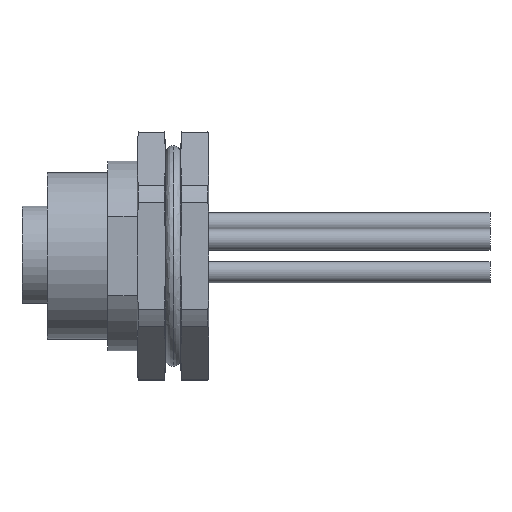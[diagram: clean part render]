
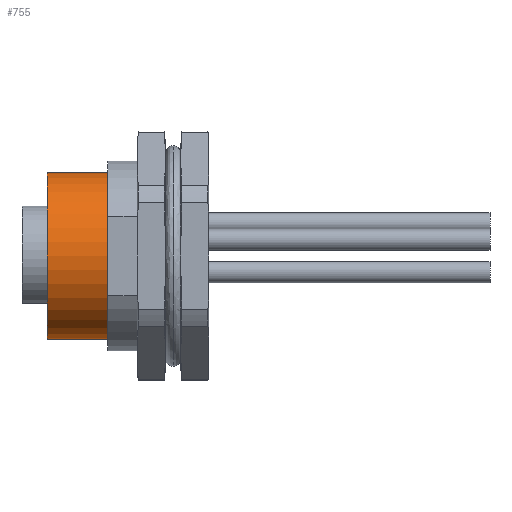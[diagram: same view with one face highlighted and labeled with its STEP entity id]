
A CAD part, left-side view. The second image highlights one B-rep face of the part: STEP entity #755.
In plain terms, the highlighted cylindrical face has radius 11.85 mm (diameter 23.7 mm), a partial arc.
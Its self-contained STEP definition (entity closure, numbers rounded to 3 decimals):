
#33 = EDGE_CURVE ( 'NONE', #2243, #1446, #2182, .T. ) ;
#66 = EDGE_CURVE ( 'NONE', #3049, #3601, #2260, .T. ) ;
#150 = EDGE_CURVE ( 'NONE', #2243, #3049, #2467, .T. ) ;
#164 = EDGE_CURVE ( 'NONE', #1446, #3601, #2412, .T. ) ;
#690 = CARTESIAN_POINT ( 'NONE',  ( -0.574, 11.267, 23.55 ) ) ;
#755 = ADVANCED_FACE ( 'NONE', ( #3480 ), #3503, .T. ) ;
#766 = CARTESIAN_POINT ( 'NONE',  ( -0.574, -11.733, 47.25 ) ) ;
#770 = DIRECTION ( 'NONE',  ( 0., -1., 0. ) ) ;
#831 = CARTESIAN_POINT ( 'NONE',  ( -0.574, -11.733, 23.55 ) ) ;
#855 = DIRECTION ( 'NONE',  ( 0., -1., 0. ) ) ;
#937 = ORIENTED_EDGE ( 'NONE', *, *, #150, .T. ) ;
#1087 = CARTESIAN_POINT ( 'NONE',  ( -0.574, 11.267, 35.4 ) ) ;
#1089 = DIRECTION ( 'NONE',  ( 0., -1., 0. ) ) ;
#1096 = DIRECTION ( 'NONE',  ( 0., 0., -1. ) ) ;
#1120 = CARTESIAN_POINT ( 'NONE',  ( -0.574, 2.667, 35.4 ) ) ;
#1122 = DIRECTION ( 'NONE',  ( 0., -1., 0. ) ) ;
#1131 = DIRECTION ( 'NONE',  ( 0., 0., -1. ) ) ;
#1244 = CARTESIAN_POINT ( 'NONE',  ( -0.574, 11.267, 47.25 ) ) ;
#1263 = ORIENTED_EDGE ( 'NONE', *, *, #164, .F. ) ;
#1446 = VERTEX_POINT ( 'NONE', #2693 ) ;
#1542 = ORIENTED_EDGE ( 'NONE', *, *, #33, .F. ) ;
#1663 = EDGE_LOOP ( 'NONE', ( #1542, #937, #2080, #1263 ) ) ;
#2080 = ORIENTED_EDGE ( 'NONE', *, *, #66, .T. ) ;
#2174 = VECTOR ( 'NONE', #855, 1000. ) ;
#2182 = LINE ( 'NONE', #766, #2218 ) ;
#2218 = VECTOR ( 'NONE', #770, 1000. ) ;
#2243 = VERTEX_POINT ( 'NONE', #1244 ) ;
#2260 = LINE ( 'NONE', #831, #2174 ) ;
#2412 = CIRCLE ( 'NONE', #3466, 11.85 ) ;
#2467 = CIRCLE ( 'NONE', #3474, 11.85 ) ;
#2693 = CARTESIAN_POINT ( 'NONE',  ( -0.574, 2.667, 47.25 ) ) ;
#2873 = CARTESIAN_POINT ( 'NONE',  ( -0.574, 2.667, 23.55 ) ) ;
#3049 = VERTEX_POINT ( 'NONE', #690 ) ;
#3157 = AXIS2_PLACEMENT_3D ( 'NONE', #3222, #3223, #3402 ) ;
#3222 = CARTESIAN_POINT ( 'NONE',  ( -0.574, -11.733, 35.4 ) ) ;
#3223 = DIRECTION ( 'NONE',  ( 0., -1., 0. ) ) ;
#3402 = DIRECTION ( 'NONE',  ( 0., 0., -1. ) ) ;
#3466 = AXIS2_PLACEMENT_3D ( 'NONE', #1120, #1122, #1131 ) ;
#3474 = AXIS2_PLACEMENT_3D ( 'NONE', #1087, #1089, #1096 ) ;
#3480 = FACE_OUTER_BOUND ( 'NONE', #1663, .T. ) ;
#3503 = CYLINDRICAL_SURFACE ( 'NONE', #3157, 11.85 ) ;
#3601 = VERTEX_POINT ( 'NONE', #2873 ) ;
